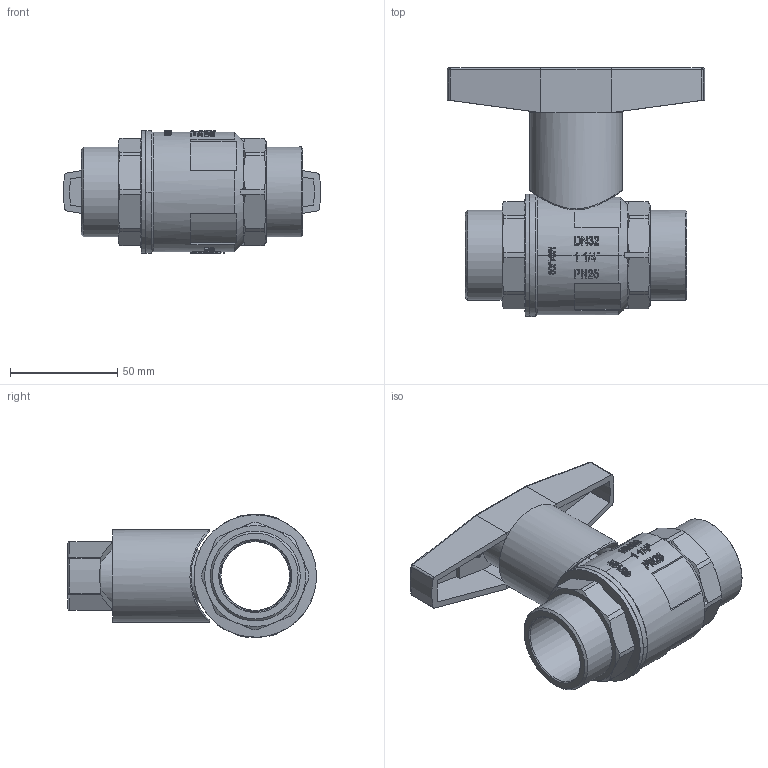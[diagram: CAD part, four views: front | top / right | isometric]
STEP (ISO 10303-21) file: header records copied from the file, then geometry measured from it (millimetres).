
FILE_DESCRIPTION(/* description */ ('Unknown'),/* implementation_level */ '2;1');
FILE_NAME(/* name */ '687-07',/* time_stamp */ '2022-06-15T12:46:47+02:00',/* author */ ('Unknown'),/* organization */ ('Unknown'),/* preprocessor_version */ 'ST-DEVELOPER v16.7',/* originating_system */ 'Solid Edge',/* authorisation */ 'Unknown');
FILE_SCHEMA (('AUTOMOTIVE_DESIGN {1 0 10303 214 3 1 1}'));
Products named in the file (15): 687-07; 620-1 1_4; 600-1_1_4-Spindel-co; 600-1_1_4-Spindel; 600-1_1_4-Spindeldichtung; 600-1_1_4-O-Ring; 600-1_1_4-Stopfbuchse; 620_1 1_4_Einschraubteil; 620_1 1_4_Körper; 94000685-07; 00; SHOUBING; VT0801431006-1; XINZI; O-RING
Assembly tree (14 placements, depth 4):
  687-07
    620-1 1_4
      600-1_1_4-Spindel-co
        600-1_1_4-Spindel
        600-1_1_4-Spindeldichtung
        600-1_1_4-O-Ring
        600-1_1_4-Stopfbuchse
      620_1 1_4_Einschraubteil
      620_1 1_4_Körper
    94000685-07
      00
      SHOUBING
      VT0801431006-1
      XINZI
      O-RING
Bounding box: 119.82 x 115.9 x 57.5 mm (x, y, z)
Volume: 143456.7 mm3; surface area: 81732.9 mm2
Topology: 11 solids, 11 shells, 1427 faces, 3992 edges, 2637 vertices
Faces by surface type: plane 1148, cylinder 199, cone 53, sphere 14, torus 9, bspline 4
Full cylindrical faces by diameter (mm): 3.4 x2, 5.4 x4, 10 x1, 14 x2, 14.1 x1, 14.5 x1, 15 x1, 16 x1, 18 x1, 18.3 x1, 20 x1, 21 x1, 26 x1, 32 x3, 33 x1, 35.5 x2, 38 x1, 41.91 x2, 42 x1, 43 x1, 52 x1, 52.002 x1, 57 x1
Entity records: 58001 total; most frequent: CARTESIAN_POINT 16278, ORIENTED_EDGE 7844, DIRECTION 5071, EDGE_CURVE 3922, VERTEX_POINT 2625, B_SPLINE_CURVE_WITH_KNOTS 2019, AXIS2_PLACEMENT_3D 1730, LINE 1611
